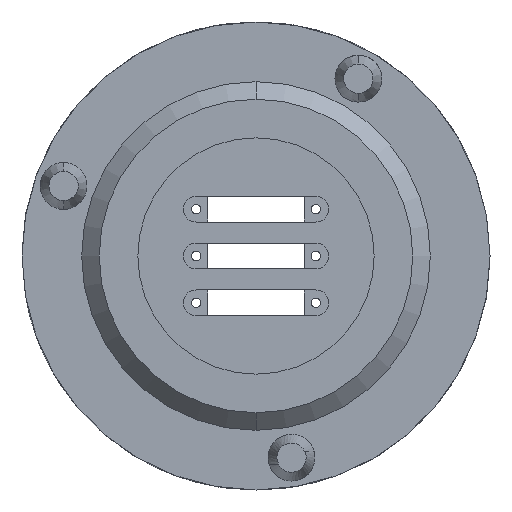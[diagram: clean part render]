
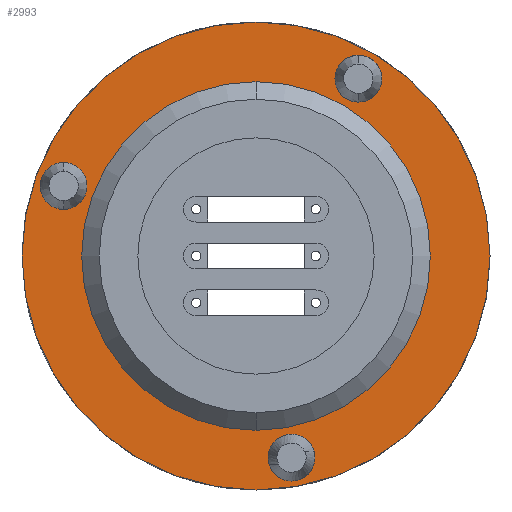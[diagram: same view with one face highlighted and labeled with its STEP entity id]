
A CAD part, front view. The second image highlights one B-rep face of the part: STEP entity #2993.
In plain terms, the highlighted planar face has unit normal (0, -1, 0).
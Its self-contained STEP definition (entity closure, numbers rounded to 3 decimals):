
#15 = DIRECTION ( 'NONE',  ( 0., 0., 1. ) ) ;
#77 = VERTEX_POINT ( 'NONE', #4276 ) ;
#86 = AXIS2_PLACEMENT_3D ( 'NONE', #2610, #1018, #4623 ) ;
#115 = VERTEX_POINT ( 'NONE', #4125 ) ;
#354 = ORIENTED_EDGE ( 'NONE', *, *, #765, .F. ) ;
#365 = FACE_BOUND ( 'NONE', #2855, .T. ) ;
#393 = ORIENTED_EDGE ( 'NONE', *, *, #605, .F. ) ;
#407 = DIRECTION ( 'NONE',  ( 0., -1., 0. ) ) ;
#434 = VERTEX_POINT ( 'NONE', #5009 ) ;
#605 = EDGE_CURVE ( 'NONE', #4825, #2313, #2934, .T. ) ;
#624 = CARTESIAN_POINT ( 'NONE',  ( -32.889, 25.7, 11.971 ) ) ;
#664 = ORIENTED_EDGE ( 'NONE', *, *, #3626, .T. ) ;
#720 = DIRECTION ( 'NONE',  ( 0., 0., 1. ) ) ;
#765 = EDGE_CURVE ( 'NONE', #2313, #4825, #1605, .T. ) ;
#885 = DIRECTION ( 'NONE',  ( 0., 0., 1. ) ) ;
#889 = EDGE_CURVE ( 'NONE', #3190, #1881, #3002, .T. ) ;
#949 = ORIENTED_EDGE ( 'NONE', *, *, #2274, .F. ) ;
#961 = DIRECTION ( 'NONE',  ( 0., 0., 1. ) ) ;
#1018 = DIRECTION ( 'NONE',  ( 0., 1., 0. ) ) ;
#1055 = CARTESIAN_POINT ( 'NONE',  ( 6.078, 25.7, -34.468 ) ) ;
#1060 = DIRECTION ( 'NONE',  ( 0., 0., 1. ) ) ;
#1109 = CARTESIAN_POINT ( 'NONE',  ( 17.5, 25.7, 26.311 ) ) ;
#1118 = DIRECTION ( 'NONE',  ( 0., 0., 1. ) ) ;
#1138 = ORIENTED_EDGE ( 'NONE', *, *, #889, .F. ) ;
#1192 = DIRECTION ( 'NONE',  ( 0., 0., 1. ) ) ;
#1197 = CIRCLE ( 'NONE', #4866, 4. ) ;
#1234 = CARTESIAN_POINT ( 'NONE',  ( 6.078, 25.7, -34.468 ) ) ;
#1258 = AXIS2_PLACEMENT_3D ( 'NONE', #4857, #1714, #885 ) ;
#1521 = VERTEX_POINT ( 'NONE', #4883 ) ;
#1605 = CIRCLE ( 'NONE', #1693, 4. ) ;
#1606 = CARTESIAN_POINT ( 'NONE',  ( 0., 25.7, -29.8 ) ) ;
#1622 = EDGE_CURVE ( 'NONE', #1881, #3190, #4098, .T. ) ;
#1656 = DIRECTION ( 'NONE',  ( 0., -1., 0. ) ) ;
#1693 = AXIS2_PLACEMENT_3D ( 'NONE', #4344, #1656, #1192 ) ;
#1714 = DIRECTION ( 'NONE',  ( 0., 1., 0. ) ) ;
#1737 = AXIS2_PLACEMENT_3D ( 'NONE', #4679, #4287, #3111 ) ;
#1746 = EDGE_CURVE ( 'NONE', #3036, #434, #2589, .T. ) ;
#1881 = VERTEX_POINT ( 'NONE', #3881 ) ;
#1890 = CARTESIAN_POINT ( 'NONE',  ( 0., 25.7, 0. ) ) ;
#1979 = CARTESIAN_POINT ( 'NONE',  ( 0., 25.7, 0. ) ) ;
#1986 = VERTEX_POINT ( 'NONE', #1606 ) ;
#2137 = ORIENTED_EDGE ( 'NONE', *, *, #3893, .F. ) ;
#2203 = DIRECTION ( 'NONE',  ( 0., -1., 0. ) ) ;
#2219 = EDGE_LOOP ( 'NONE', ( #393, #354 ) ) ;
#2255 = FACE_OUTER_BOUND ( 'NONE', #2889, .T. ) ;
#2274 = EDGE_CURVE ( 'NONE', #1521, #115, #4786, .T. ) ;
#2313 = VERTEX_POINT ( 'NONE', #1109 ) ;
#2589 = CIRCLE ( 'NONE', #4021, 4. ) ;
#2610 = CARTESIAN_POINT ( 'NONE',  ( 0., 25.7, 0. ) ) ;
#2686 = CIRCLE ( 'NONE', #3692, 29.8 ) ;
#2793 = DIRECTION ( 'NONE',  ( 0., 0., 1. ) ) ;
#2803 = CARTESIAN_POINT ( 'NONE',  ( 17.5, 25.7, 34.311 ) ) ;
#2855 = EDGE_LOOP ( 'NONE', ( #3405, #664 ) ) ;
#2889 = EDGE_LOOP ( 'NONE', ( #3694, #1138 ) ) ;
#2934 = CIRCLE ( 'NONE', #3522, 4. ) ;
#2947 = ORIENTED_EDGE ( 'NONE', *, *, #4850, .F. ) ;
#2955 = DIRECTION ( 'NONE',  ( 0., 0., 1. ) ) ;
#2993 = ADVANCED_FACE ( 'NONE', ( #4247, #3175, #4273, #365, #2255 ), #4347, .F. ) ;
#3002 = CIRCLE ( 'NONE', #86, 40. ) ;
#3036 = VERTEX_POINT ( 'NONE', #3497 ) ;
#3077 = CIRCLE ( 'NONE', #1737, 4. ) ;
#3111 = DIRECTION ( 'NONE',  ( 0., 0., 1. ) ) ;
#3124 = DIRECTION ( 'NONE',  ( 0., -1., 0. ) ) ;
#3175 = FACE_BOUND ( 'NONE', #2219, .T. ) ;
#3190 = VERTEX_POINT ( 'NONE', #4217 ) ;
#3382 = ORIENTED_EDGE ( 'NONE', *, *, #1746, .F. ) ;
#3405 = ORIENTED_EDGE ( 'NONE', *, *, #4526, .T. ) ;
#3497 = CARTESIAN_POINT ( 'NONE',  ( -32.889, 25.7, 15.971 ) ) ;
#3522 = AXIS2_PLACEMENT_3D ( 'NONE', #4220, #3124, #1060 ) ;
#3577 = DIRECTION ( 'NONE',  ( 0., 1., 0. ) ) ;
#3578 = CIRCLE ( 'NONE', #3910, 29.8 ) ;
#3626 = EDGE_CURVE ( 'NONE', #77, #1986, #3578, .T. ) ;
#3692 = AXIS2_PLACEMENT_3D ( 'NONE', #1979, #3577, #2793 ) ;
#3694 = ORIENTED_EDGE ( 'NONE', *, *, #1622, .F. ) ;
#3700 = AXIS2_PLACEMENT_3D ( 'NONE', #1055, #5029, #720 ) ;
#3743 = EDGE_LOOP ( 'NONE', ( #3382, #2137 ) ) ;
#3881 = CARTESIAN_POINT ( 'NONE',  ( 0., 25.7, -40. ) ) ;
#3882 = DIRECTION ( 'NONE',  ( 0., 1., 0. ) ) ;
#3893 = EDGE_CURVE ( 'NONE', #434, #3036, #3077, .T. ) ;
#3910 = AXIS2_PLACEMENT_3D ( 'NONE', #4519, #4946, #2955 ) ;
#4021 = AXIS2_PLACEMENT_3D ( 'NONE', #624, #2203, #961 ) ;
#4098 = CIRCLE ( 'NONE', #1258, 40. ) ;
#4125 = CARTESIAN_POINT ( 'NONE',  ( 6.078, 25.7, -38.468 ) ) ;
#4217 = CARTESIAN_POINT ( 'NONE',  ( 0., 25.7, 40. ) ) ;
#4220 = CARTESIAN_POINT ( 'NONE',  ( 17.5, 25.7, 30.311 ) ) ;
#4247 = FACE_BOUND ( 'NONE', #4739, .T. ) ;
#4273 = FACE_BOUND ( 'NONE', #3743, .T. ) ;
#4276 = CARTESIAN_POINT ( 'NONE',  ( 0., 25.7, 29.8 ) ) ;
#4287 = DIRECTION ( 'NONE',  ( 0., -1., 0. ) ) ;
#4344 = CARTESIAN_POINT ( 'NONE',  ( 17.5, 25.7, 30.311 ) ) ;
#4347 = PLANE ( 'NONE',  #4395 ) ;
#4395 = AXIS2_PLACEMENT_3D ( 'NONE', #1890, #3882, #1118 ) ;
#4519 = CARTESIAN_POINT ( 'NONE',  ( 0., 25.7, 0. ) ) ;
#4526 = EDGE_CURVE ( 'NONE', #1986, #77, #2686, .T. ) ;
#4623 = DIRECTION ( 'NONE',  ( 0., 0., 1. ) ) ;
#4679 = CARTESIAN_POINT ( 'NONE',  ( -32.889, 25.7, 11.971 ) ) ;
#4739 = EDGE_LOOP ( 'NONE', ( #949, #2947 ) ) ;
#4786 = CIRCLE ( 'NONE', #3700, 4. ) ;
#4825 = VERTEX_POINT ( 'NONE', #2803 ) ;
#4850 = EDGE_CURVE ( 'NONE', #115, #1521, #1197, .T. ) ;
#4857 = CARTESIAN_POINT ( 'NONE',  ( 0., 25.7, 0. ) ) ;
#4866 = AXIS2_PLACEMENT_3D ( 'NONE', #1234, #407, #15 ) ;
#4883 = CARTESIAN_POINT ( 'NONE',  ( 6.078, 25.7, -30.468 ) ) ;
#4946 = DIRECTION ( 'NONE',  ( 0., 1., 0. ) ) ;
#5009 = CARTESIAN_POINT ( 'NONE',  ( -32.889, 25.7, 7.971 ) ) ;
#5029 = DIRECTION ( 'NONE',  ( 0., -1., 0. ) ) ;
